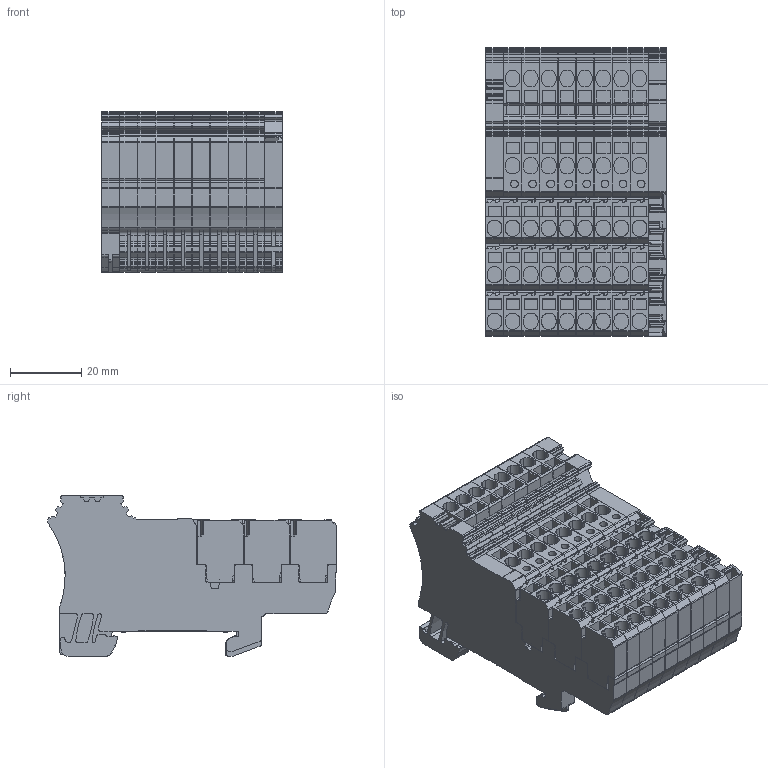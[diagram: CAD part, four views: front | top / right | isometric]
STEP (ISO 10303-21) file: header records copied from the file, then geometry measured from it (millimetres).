
FILE_DESCRIPTION(('CATIA V5R22 STEP214','CAx-IF Rec.Pracs.--- Model Styling and Organization---1.4--- 2014-01-23'),'2;1');
FILE_NAME ('018895-1_2', '2022-01-17T12:22:54+00:00', ('Weidmueller Interface'), ('Weidmueller'), 'CATIA Version 5-6 Release 2016 SP3 HF44', 'CATIA V5 STEP AP214', 'none');
FILE_SCHEMA(('AUTOMOTIVE_DESIGN { 1 0 10303 214 1 1 1 1 }'));
Products named in the file (1): 1692670000
Bounding box: 50.72 x 81.1 x 45.05 mm (x, y, z)
Volume: 108840.9 mm3; surface area: 89151.7 mm2
Topology: 8 solids, 9 shells, 6311 faces, 18634 edges, 12421 vertices
Faces by surface type: plane 3919, cylinder 2038, extrusion 348, cone 6
Entity records: 213198 total; most frequent: CARTESIAN_POINT 50002, ORIENTED_EDGE 37268, DIRECTION 27571, EDGE_CURVE 18634, VECTOR 13900, LINE 13552, VERTEX_POINT 12421, AXIS2_PLACEMENT_3D 8709
